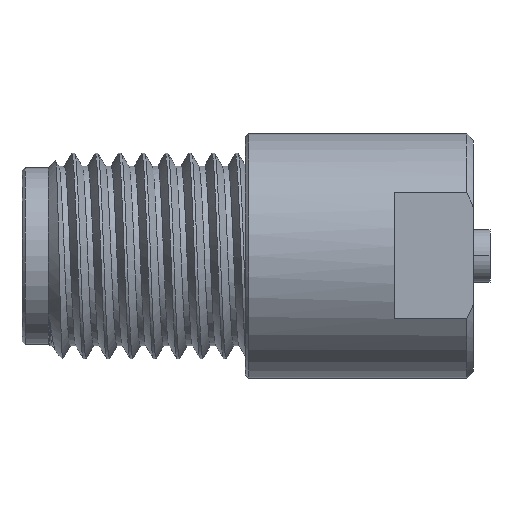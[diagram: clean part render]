
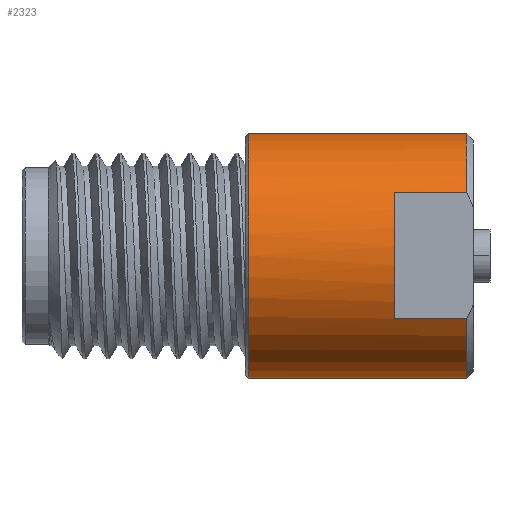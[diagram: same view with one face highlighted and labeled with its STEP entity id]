
A CAD part, top view. The second image highlights one B-rep face of the part: STEP entity #2323.
In plain terms, the highlighted cylindrical face has radius 3.7 mm (diameter 7.4 mm), a partial arc.
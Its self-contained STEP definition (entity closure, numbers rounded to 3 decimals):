
#60 = DIRECTION ( 'NONE',  ( -1., 0., 0. ) ) ;
#84 = CARTESIAN_POINT ( 'NONE',  ( 13.44, -3.7, 0. ) ) ;
#102 = EDGE_CURVE ( 'NONE', #1932, #2887, #843, .T. ) ;
#183 = EDGE_CURVE ( 'NONE', #248, #574, #2429, .T. ) ;
#221 = CARTESIAN_POINT ( 'NONE',  ( 13.44, 1.9, 3.175 ) ) ;
#248 = VERTEX_POINT ( 'NONE', #4219 ) ;
#284 = VERTEX_POINT ( 'NONE', #84 ) ;
#385 = CIRCLE ( 'NONE', #3389, 3.7 ) ;
#414 = DIRECTION ( 'NONE',  ( -1., 0., 0. ) ) ;
#574 = VERTEX_POINT ( 'NONE', #3763 ) ;
#684 = CARTESIAN_POINT ( 'NONE',  ( 14.438, 0., 0. ) ) ;
#789 = CARTESIAN_POINT ( 'NONE',  ( 13.44, 0., 0. ) ) ;
#843 = LINE ( 'NONE', #3319, #4578 ) ;
#1017 = EDGE_CURVE ( 'NONE', #3296, #4545, #4881, .T. ) ;
#1129 = CARTESIAN_POINT ( 'NONE',  ( 13.55, -1.9, 3.175 ) ) ;
#1213 = ORIENTED_EDGE ( 'NONE', *, *, #3486, .F. ) ;
#1262 = DIRECTION ( 'NONE',  ( -1., 0., 0. ) ) ;
#1358 = DIRECTION ( 'NONE',  ( -1., 0., 0. ) ) ;
#1612 = DIRECTION ( 'NONE',  ( -1., 0., 0. ) ) ;
#1674 = AXIS2_PLACEMENT_3D ( 'NONE', #684, #3641, #1976 ) ;
#1736 = AXIS2_PLACEMENT_3D ( 'NONE', #3295, #3419, #1784 ) ;
#1741 = CARTESIAN_POINT ( 'NONE',  ( 13.44, 3.7, 0. ) ) ;
#1784 = DIRECTION ( 'NONE',  ( 0., -0.513, 0.858 ) ) ;
#1927 = CYLINDRICAL_SURFACE ( 'NONE', #1674, 3.7 ) ;
#1932 = VERTEX_POINT ( 'NONE', #1741 ) ;
#1934 = EDGE_CURVE ( 'NONE', #3296, #1932, #2009, .T. ) ;
#1976 = DIRECTION ( 'NONE',  ( 0., 1., 0. ) ) ;
#1981 = AXIS2_PLACEMENT_3D ( 'NONE', #3334, #1262, #2927 ) ;
#2003 = FACE_OUTER_BOUND ( 'NONE', #4251, .T. ) ;
#2009 = CIRCLE ( 'NONE', #2699, 3.7 ) ;
#2031 = DIRECTION ( 'NONE',  ( -1., 0., 0. ) ) ;
#2112 = DIRECTION ( 'NONE',  ( 0., -1., 0. ) ) ;
#2177 = ORIENTED_EDGE ( 'NONE', *, *, #2973, .T. ) ;
#2216 = ORIENTED_EDGE ( 'NONE', *, *, #102, .T. ) ;
#2292 = CARTESIAN_POINT ( 'NONE',  ( 6.85, -3.7, 0. ) ) ;
#2323 = ADVANCED_FACE ( 'NONE', ( #2003 ), #1927, .T. ) ;
#2350 = CARTESIAN_POINT ( 'NONE',  ( 6.85, 3.7, 0. ) ) ;
#2429 = LINE ( 'NONE', #1129, #4490 ) ;
#2667 = ORIENTED_EDGE ( 'NONE', *, *, #4551, .F. ) ;
#2699 = AXIS2_PLACEMENT_3D ( 'NONE', #4612, #1358, #3001 ) ;
#2847 = VECTOR ( 'NONE', #1612, 1000. ) ;
#2848 = CARTESIAN_POINT ( 'NONE',  ( 11.25, 1.9, 3.175 ) ) ;
#2879 = ORIENTED_EDGE ( 'NONE', *, *, #1017, .F. ) ;
#2887 = VERTEX_POINT ( 'NONE', #2350 ) ;
#2908 = LINE ( 'NONE', #3229, #2847 ) ;
#2927 = DIRECTION ( 'NONE',  ( 0., -1., 0. ) ) ;
#2931 = CIRCLE ( 'NONE', #1736, 3.7 ) ;
#2973 = EDGE_CURVE ( 'NONE', #284, #248, #385, .T. ) ;
#3001 = DIRECTION ( 'NONE',  ( 0., 0.513, 0.858 ) ) ;
#3201 = EDGE_CURVE ( 'NONE', #574, #4545, #2931, .T. ) ;
#3222 = CARTESIAN_POINT ( 'NONE',  ( 13.55, 1.9, 3.175 ) ) ;
#3229 = CARTESIAN_POINT ( 'NONE',  ( 13.55, -3.7, 0. ) ) ;
#3295 = CARTESIAN_POINT ( 'NONE',  ( 11.25, 0., 0. ) ) ;
#3296 = VERTEX_POINT ( 'NONE', #221 ) ;
#3319 = CARTESIAN_POINT ( 'NONE',  ( 13.55, 3.7, 0. ) ) ;
#3334 = CARTESIAN_POINT ( 'NONE',  ( 6.85, 0., 0. ) ) ;
#3389 = AXIS2_PLACEMENT_3D ( 'NONE', #789, #60, #2112 ) ;
#3419 = DIRECTION ( 'NONE',  ( -1., 0., 0. ) ) ;
#3486 = EDGE_CURVE ( 'NONE', #284, #5019, #2908, .T. ) ;
#3641 = DIRECTION ( 'NONE',  ( -1., 0., 0. ) ) ;
#3763 = CARTESIAN_POINT ( 'NONE',  ( 11.25, -1.9, 3.175 ) ) ;
#4219 = CARTESIAN_POINT ( 'NONE',  ( 13.44, -1.9, 3.175 ) ) ;
#4251 = EDGE_LOOP ( 'NONE', ( #2879, #4341, #2216, #2667, #1213, #2177, #5301, #5095 ) ) ;
#4341 = ORIENTED_EDGE ( 'NONE', *, *, #1934, .T. ) ;
#4490 = VECTOR ( 'NONE', #2031, 1000. ) ;
#4545 = VERTEX_POINT ( 'NONE', #2848 ) ;
#4551 = EDGE_CURVE ( 'NONE', #5019, #2887, #5239, .T. ) ;
#4578 = VECTOR ( 'NONE', #414, 1000. ) ;
#4612 = CARTESIAN_POINT ( 'NONE',  ( 13.44, 0., 0. ) ) ;
#4711 = DIRECTION ( 'NONE',  ( -1., 0., 0. ) ) ;
#4881 = LINE ( 'NONE', #3222, #4932 ) ;
#4932 = VECTOR ( 'NONE', #4711, 1000. ) ;
#5019 = VERTEX_POINT ( 'NONE', #2292 ) ;
#5095 = ORIENTED_EDGE ( 'NONE', *, *, #3201, .T. ) ;
#5239 = CIRCLE ( 'NONE', #1981, 3.7 ) ;
#5301 = ORIENTED_EDGE ( 'NONE', *, *, #183, .T. ) ;
